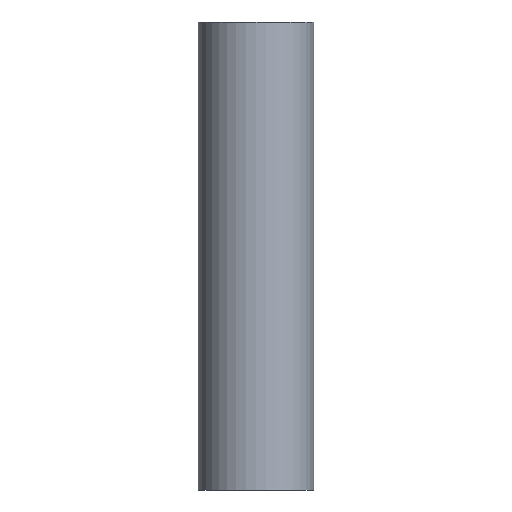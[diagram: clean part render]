
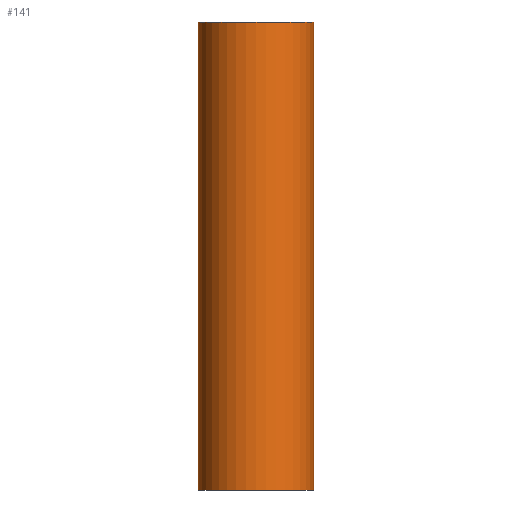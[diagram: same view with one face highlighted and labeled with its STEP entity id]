
A CAD part, front view. The second image highlights one B-rep face of the part: STEP entity #141.
In plain terms, the highlighted cylindrical face has radius 26.25 mm (diameter 52.5 mm), a partial arc.
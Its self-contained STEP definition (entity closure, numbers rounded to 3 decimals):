
#2 = CARTESIAN_POINT ( 'NONE',  ( -26.25, 0., 0. ) ) ;
#16 = DIRECTION ( 'NONE',  ( 0., 0., -1. ) ) ;
#18 = CARTESIAN_POINT ( 'NONE',  ( 26.25, 0., 0. ) ) ;
#20 = LINE ( 'NONE', #18, #21 ) ;
#21 = VECTOR ( 'NONE', #16, 1000. ) ;
#36 = ORIENTED_EDGE ( 'NONE', *, *, #116, .F. ) ;
#37 = ORIENTED_EDGE ( 'NONE', *, *, #144, .T. ) ;
#38 = ORIENTED_EDGE ( 'NONE', *, *, #73, .T. ) ;
#39 = ORIENTED_EDGE ( 'NONE', *, *, #170, .F. ) ;
#43 = AXIS2_PLACEMENT_3D ( 'NONE', #92, #91, #80 ) ;
#50 = CARTESIAN_POINT ( 'NONE',  ( 26.25, 0., -213. ) ) ;
#54 = CYLINDRICAL_SURFACE ( 'NONE', #43, 26.25 ) ;
#61 = CIRCLE ( 'NONE', #89, 26.25 ) ;
#73 = EDGE_CURVE ( 'NONE', #166, #164, #128, .T. ) ;
#78 = FACE_OUTER_BOUND ( 'NONE', #142, .T. ) ;
#80 = DIRECTION ( 'NONE',  ( -1., 0., 0. ) ) ;
#85 = CARTESIAN_POINT ( 'NONE',  ( 26.25, 0., 0. ) ) ;
#86 = DIRECTION ( 'NONE',  ( 1., 0., 0. ) ) ;
#87 = DIRECTION ( 'NONE',  ( 0., 0., 1. ) ) ;
#88 = CARTESIAN_POINT ( 'NONE',  ( 0., 0., 0. ) ) ;
#89 = AXIS2_PLACEMENT_3D ( 'NONE', #88, #87, #86 ) ;
#91 = DIRECTION ( 'NONE',  ( 0., 0., -1. ) ) ;
#92 = CARTESIAN_POINT ( 'NONE',  ( 0., 0., 0. ) ) ;
#116 = EDGE_CURVE ( 'NONE', #166, #136, #61, .T. ) ;
#125 = DIRECTION ( 'NONE',  ( 0., 0., -1. ) ) ;
#126 = VECTOR ( 'NONE', #125, 1000. ) ;
#127 = CARTESIAN_POINT ( 'NONE',  ( -26.25, 0., 0. ) ) ;
#128 = LINE ( 'NONE', #127, #126 ) ;
#136 = VERTEX_POINT ( 'NONE', #85 ) ;
#141 = ADVANCED_FACE ( 'NONE', ( #78 ), #54, .T. ) ;
#142 = EDGE_LOOP ( 'NONE', ( #39, #36, #38, #37 ) ) ;
#144 = EDGE_CURVE ( 'NONE', #164, #161, #179, .T. ) ;
#161 = VERTEX_POINT ( 'NONE', #50 ) ;
#164 = VERTEX_POINT ( 'NONE', #199 ) ;
#166 = VERTEX_POINT ( 'NONE', #2 ) ;
#170 = EDGE_CURVE ( 'NONE', #136, #161, #20, .T. ) ;
#175 = CARTESIAN_POINT ( 'NONE',  ( 0., 0., -213. ) ) ;
#179 = CIRCLE ( 'NONE', #181, 26.25 ) ;
#181 = AXIS2_PLACEMENT_3D ( 'NONE', #175, #195, #194 ) ;
#194 = DIRECTION ( 'NONE',  ( 1., 0., 0. ) ) ;
#195 = DIRECTION ( 'NONE',  ( 0., 0., 1. ) ) ;
#199 = CARTESIAN_POINT ( 'NONE',  ( -26.25, 0., -213. ) ) ;
